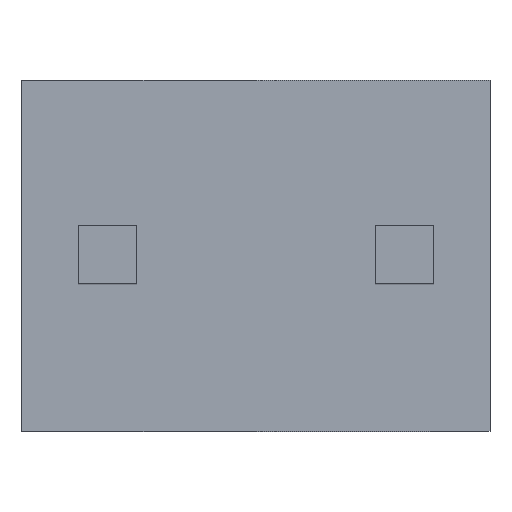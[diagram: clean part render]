
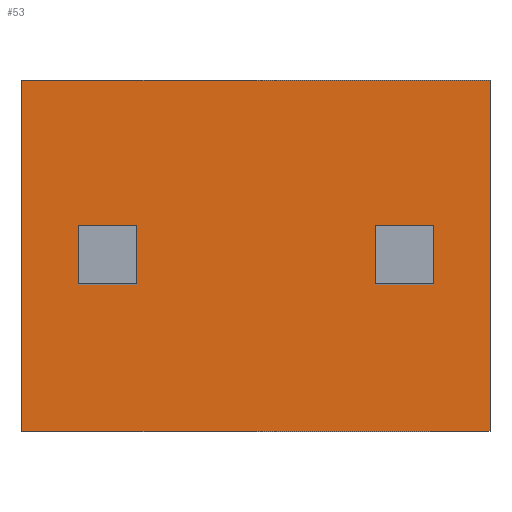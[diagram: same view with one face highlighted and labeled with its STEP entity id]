
A CAD part, top view. The second image highlights one B-rep face of the part: STEP entity #53.
In plain terms, the highlighted planar face has unit normal (0, 0, 1).
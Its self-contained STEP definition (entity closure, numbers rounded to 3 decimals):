
#53=ADVANCED_FACE('',(#153,#155,#157),#159,.T.);
#153=FACE_BOUND('',#154,.T.);
#154=EDGE_LOOP('',(#297,#298,#299,#300));
#155=FACE_BOUND('',#156,.T.);
#156=EDGE_LOOP('',(#301,#302,#303,#304));
#157=FACE_BOUND('',#158,.T.);
#158=EDGE_LOOP('',(#305,#306,#307,#308));
#159=PLANE('',#160);
#160=AXIS2_PLACEMENT_3D('',#161,#162,#163);
#161=CARTESIAN_POINT('',(0.,0.,4.6));
#162=DIRECTION('',(0.,0.,1.));
#163=DIRECTION('',(1.,0.,0.));
#297=ORIENTED_EDGE('',*,*,#393,.T.);
#298=ORIENTED_EDGE('',*,*,#394,.T.);
#299=ORIENTED_EDGE('',*,*,#395,.T.);
#300=ORIENTED_EDGE('',*,*,#396,.T.);
#301=ORIENTED_EDGE('',*,*,#397,.F.);
#302=ORIENTED_EDGE('',*,*,#398,.F.);
#303=ORIENTED_EDGE('',*,*,#399,.F.);
#304=ORIENTED_EDGE('',*,*,#400,.F.);
#305=ORIENTED_EDGE('',*,*,#401,.F.);
#306=ORIENTED_EDGE('',*,*,#402,.F.);
#307=ORIENTED_EDGE('',*,*,#403,.F.);
#308=ORIENTED_EDGE('',*,*,#404,.F.);
#393=EDGE_CURVE('',#441,#442,#443,.T.);
#394=EDGE_CURVE('',#442,#444,#445,.T.);
#395=EDGE_CURVE('',#444,#446,#447,.T.);
#396=EDGE_CURVE('',#446,#441,#448,.T.);
#397=EDGE_CURVE('',#449,#450,#451,.T.);
#398=EDGE_CURVE('',#452,#449,#453,.T.);
#399=EDGE_CURVE('',#454,#452,#455,.T.);
#400=EDGE_CURVE('',#450,#454,#456,.T.);
#401=EDGE_CURVE('',#457,#458,#459,.T.);
#402=EDGE_CURVE('',#460,#457,#461,.T.);
#403=EDGE_CURVE('',#462,#460,#463,.T.);
#404=EDGE_CURVE('',#458,#462,#464,.T.);
#441=VERTEX_POINT('',#521);
#442=VERTEX_POINT('',#522);
#443=LINE('',#523,#524);
#444=VERTEX_POINT('',#526);
#445=LINE('',#527,#528);
#446=VERTEX_POINT('',#530);
#447=LINE('',#531,#532);
#448=LINE('',#534,#535);
#449=VERTEX_POINT('',#537);
#450=VERTEX_POINT('',#538);
#451=LINE('',#539,#540);
#452=VERTEX_POINT('',#542);
#453=LINE('',#543,#544);
#454=VERTEX_POINT('',#546);
#455=LINE('',#547,#548);
#456=LINE('',#550,#551);
#457=VERTEX_POINT('',#553);
#458=VERTEX_POINT('',#554);
#459=LINE('',#555,#556);
#460=VERTEX_POINT('',#558);
#461=LINE('',#559,#560);
#462=VERTEX_POINT('',#562);
#463=LINE('',#563,#564);
#464=LINE('',#566,#567);
#521=CARTESIAN_POINT('',(-2.,-1.5,4.6));
#522=CARTESIAN_POINT('',(2.,-1.5,4.6));
#523=CARTESIAN_POINT('',(-2.,-1.5,4.6));
#524=VECTOR('',#525,1.);
#525=DIRECTION('',(1.,0.,0.));
#526=CARTESIAN_POINT('',(2.,1.5,4.6));
#527=CARTESIAN_POINT('',(2.,-1.5,4.6));
#528=VECTOR('',#529,1.);
#529=DIRECTION('',(0.,1.,0.));
#530=CARTESIAN_POINT('',(-2.,1.5,4.6));
#531=CARTESIAN_POINT('',(2.,1.5,4.6));
#532=VECTOR('',#533,1.);
#533=DIRECTION('',(-1.,0.,0.));
#534=CARTESIAN_POINT('',(-2.,1.5,4.6));
#535=VECTOR('',#536,1.);
#536=DIRECTION('',(0.,-1.,0.));
#537=CARTESIAN_POINT('',(-1.02,0.25,4.6));
#538=CARTESIAN_POINT('',(-1.52,0.25,4.6));
#539=CARTESIAN_POINT('',(-1.02,0.25,4.6));
#540=VECTOR('',#541,1.);
#541=DIRECTION('',(-1.,0.,0.));
#542=CARTESIAN_POINT('',(-1.02,-0.25,4.6));
#543=CARTESIAN_POINT('',(-1.02,-0.25,4.6));
#544=VECTOR('',#545,1.);
#545=DIRECTION('',(0.,1.,0.));
#546=CARTESIAN_POINT('',(-1.52,-0.25,4.6));
#547=CARTESIAN_POINT('',(-1.52,-0.25,4.6));
#548=VECTOR('',#549,1.);
#549=DIRECTION('',(1.,0.,0.));
#550=CARTESIAN_POINT('',(-1.52,0.25,4.6));
#551=VECTOR('',#552,1.);
#552=DIRECTION('',(0.,-1.,0.));
#553=CARTESIAN_POINT('',(1.02,0.25,4.6));
#554=CARTESIAN_POINT('',(1.02,-0.25,4.6));
#555=CARTESIAN_POINT('',(1.02,0.25,4.6));
#556=VECTOR('',#557,1.);
#557=DIRECTION('',(0.,-1.,0.));
#558=CARTESIAN_POINT('',(1.52,0.25,4.6));
#559=CARTESIAN_POINT('',(1.52,0.25,4.6));
#560=VECTOR('',#561,1.);
#561=DIRECTION('',(-1.,0.,0.));
#562=CARTESIAN_POINT('',(1.52,-0.25,4.6));
#563=CARTESIAN_POINT('',(1.52,-0.25,4.6));
#564=VECTOR('',#565,1.);
#565=DIRECTION('',(0.,1.,0.));
#566=CARTESIAN_POINT('',(1.02,-0.25,4.6));
#567=VECTOR('',#568,1.);
#568=DIRECTION('',(1.,0.,0.));
